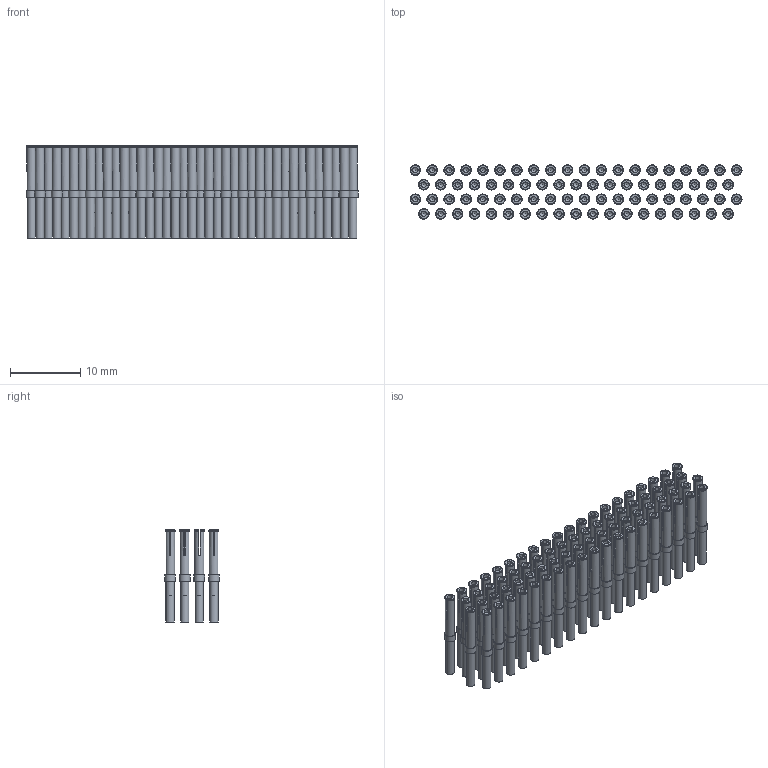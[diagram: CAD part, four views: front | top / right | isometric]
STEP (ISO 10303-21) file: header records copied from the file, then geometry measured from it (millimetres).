
FILE_DESCRIPTION(/* description */ (''),/* implementation_level */ '2;1');
FILE_NAME(/* name */ 'ALLECTRA_212-PINFHD-78_3d.stp',/* time_stamp */ '2017-01-10T09:01:04+01:00',/* author */ ('jchouvet'),/* organization */ ('Microsoft'),/* preprocessor_version */ 'ST-DEVELOPER v16.1',/* originating_system */ 'AutoCAD Mechanical',/* authorisation */ 'Unknown');
FILE_SCHEMA (('AUTOMOTIVE_DESIGN { 1 0 10303 214 3 1 1 }'));
Length unit declared in the file: millimetre
Products named in the file (2): 212-PINFHD; Product
Assembly tree (78 placements, depth 2):
  Product
    212-PINFHD  x78
Bounding box: 47.31 x 7.76 x 13.11 mm (x, y, z)
Volume: 915.8 mm3; surface area: 6232.2 mm2
Topology: 78 solids, 78 shells, 2106 faces, 5460 edges, 3588 vertices
Faces by surface type: plane 1014, cylinder 624, torus 312, cone 156
Full cylindrical faces by diameter (mm): 0.3 x78, 0.75 x78, 0.8 x78, 1.18 x78, 1.3 x78, 1.52 x78
Entity records: 1480 total; most frequent: DIRECTION 302, CARTESIAN_POINT 255, AXIS2_PLACEMENT_3D 139, ORIENTED_EDGE 116, PRODUCT_DEFINITION_SHAPE 80, ITEM_DEFINED_TRANSFORMATION 78, CONTEXT_DEPENDENT_SHAPE_REPRESENTATION 78, NEXT_ASSEMBLY_USAGE_OCCURRENCE 78
